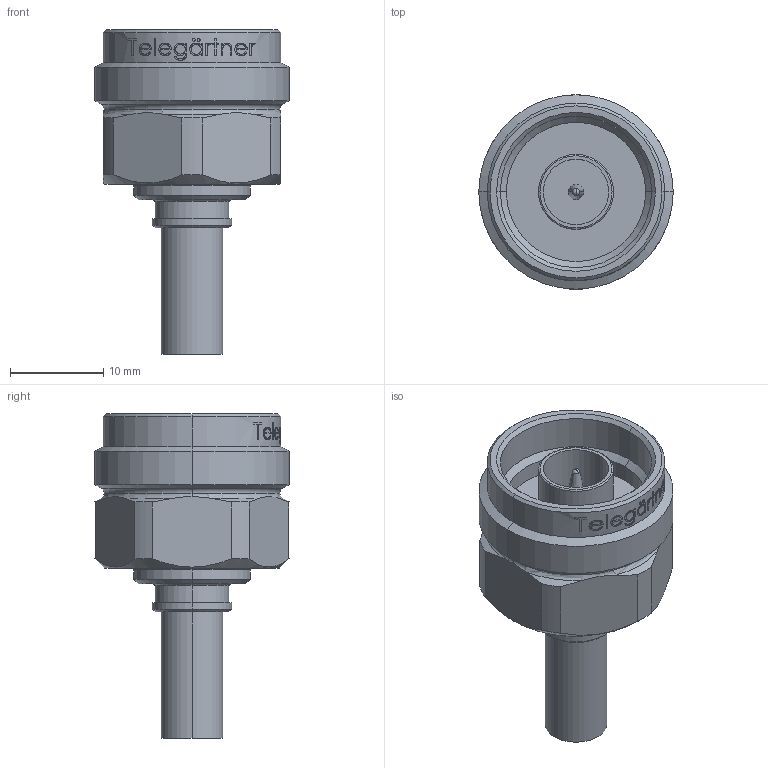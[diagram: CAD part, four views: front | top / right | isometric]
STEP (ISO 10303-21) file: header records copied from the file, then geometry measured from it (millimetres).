
FILE_DESCRIPTION (( 'STEP AP214' ), '1' );
FILE_NAME ('J01020A0171.STEP', '2018-09-04T09:32:05', ( '' ), ( '' ), 'SwSTEP 2.0', 'SolidWorks 2017', '' );
FILE_SCHEMA (( 'AUTOMOTIVE_DESIGN' ));
Length unit declared in the file: millimetre
Products named in the file (1): J01020A0171
Bounding box: 20.8 x 20.8 x 34.7 mm (x, y, z)
Volume: 4351.4 mm3; surface area: 3134.9 mm2
Topology: 1 solids, 1 shells, 264 faces, 653 edges, 423 vertices
Faces by surface type: plane 84, bspline 78, cylinder 56, cone 34, torus 10, sphere 2
Entity records: 13695 total; most frequent: CARTESIAN_POINT 4985, ORIENTED_EDGE 1306, DIRECTION 1021, EDGE_CURVE 653, VERTEX_POINT 423, AXIS2_PLACEMENT_3D 375, EDGE_LOOP 296, LINE 271
